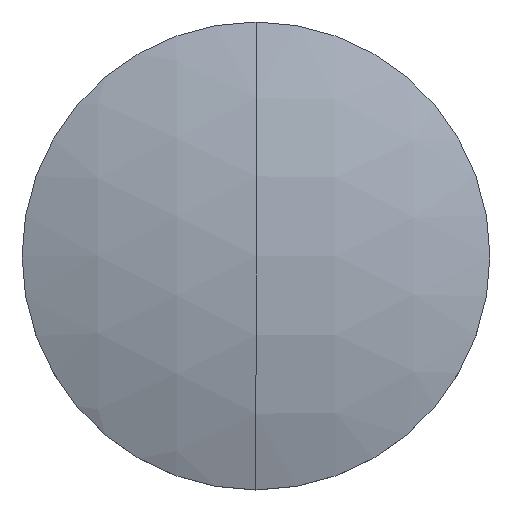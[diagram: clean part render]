
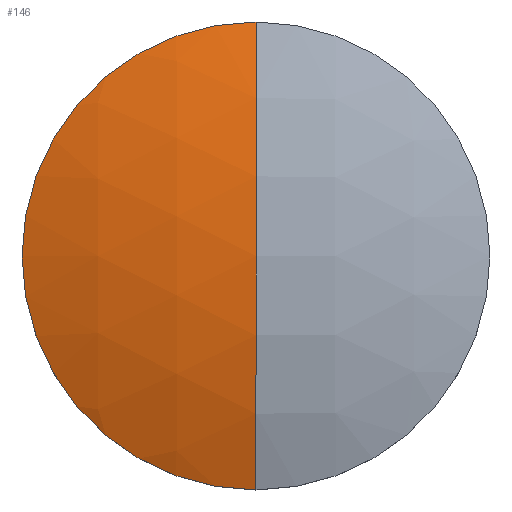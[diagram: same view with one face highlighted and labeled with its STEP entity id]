
A CAD part, top view. The second image highlights one B-rep face of the part: STEP entity #146.
In plain terms, the highlighted spherical face has radius 25.75 mm.
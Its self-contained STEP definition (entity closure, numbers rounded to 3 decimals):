
#3 = CARTESIAN_POINT ( 'NONE',  ( 0., 9., 0.086 ) ) ;
#4 = DIRECTION ( 'NONE',  ( 1., 0., 0. ) ) ;
#5 = DIRECTION ( 'NONE',  ( 0., 0., 1. ) ) ;
#6 = CARTESIAN_POINT ( 'NONE',  ( 0., 0., 0.086 ) ) ;
#7 = AXIS2_PLACEMENT_3D ( 'NONE', #6, #5, #4 ) ;
#8 = CIRCLE ( 'NONE', #7, 9. ) ;
#27 = EDGE_CURVE ( 'NONE', #28, #169, #8, .T. ) ;
#28 = VERTEX_POINT ( 'NONE', #3 ) ;
#50 = DIRECTION ( 'NONE',  ( 0., 0., -1. ) ) ;
#51 = DIRECTION ( 'NONE',  ( 1., 0., 0. ) ) ;
#52 = CARTESIAN_POINT ( 'NONE',  ( 0., 0., -24.04 ) ) ;
#53 = AXIS2_PLACEMENT_3D ( 'NONE', #52, #51, #50 ) ;
#54 = CIRCLE ( 'NONE', #53, 25.75 ) ;
#56 = CARTESIAN_POINT ( 'NONE',  ( 0., 0., 1.71 ) ) ;
#70 = FACE_OUTER_BOUND ( 'NONE', #138, .T. ) ;
#71 = DIRECTION ( 'NONE',  ( 0., -1., 0. ) ) ;
#72 = DIRECTION ( 'NONE',  ( -1., 0., 0. ) ) ;
#73 = CARTESIAN_POINT ( 'NONE',  ( 0., 0., -24.04 ) ) ;
#74 = AXIS2_PLACEMENT_3D ( 'NONE', #73, #72, #71 ) ;
#75 = CIRCLE ( 'NONE', #74, 25.75 ) ;
#134 = VERTEX_POINT ( 'NONE', #56 ) ;
#135 = ORIENTED_EDGE ( 'NONE', *, *, #139, .F. ) ;
#136 = ORIENTED_EDGE ( 'NONE', *, *, #27, .T. ) ;
#137 = ORIENTED_EDGE ( 'NONE', *, *, #144, .T. ) ;
#138 = EDGE_LOOP ( 'NONE', ( #136, #145, #137, #135 ) ) ;
#139 = EDGE_CURVE ( 'NONE', #28, #134, #54, .T. ) ;
#143 = EDGE_CURVE ( 'NONE', #169, #147, #163, .T. ) ;
#144 = EDGE_CURVE ( 'NONE', #147, #134, #75, .T. ) ;
#145 = ORIENTED_EDGE ( 'NONE', *, *, #143, .T. ) ;
#146 = ADVANCED_FACE ( 'NONE', ( #70 ), #255, .T. ) ;
#147 = VERTEX_POINT ( 'NONE', #192 ) ;
#155 = DIRECTION ( 'NONE',  ( 1., 0., 0. ) ) ;
#156 = DIRECTION ( 'NONE',  ( 0., 0., 1. ) ) ;
#157 = CARTESIAN_POINT ( 'NONE',  ( 0., 0., 0.086 ) ) ;
#158 = AXIS2_PLACEMENT_3D ( 'NONE', #157, #156, #155 ) ;
#163 = CIRCLE ( 'NONE', #158, 9. ) ;
#169 = VERTEX_POINT ( 'NONE', #236 ) ;
#192 = CARTESIAN_POINT ( 'NONE',  ( 0., -9., 0.086 ) ) ;
#232 = DIRECTION ( 'NONE',  ( 0., 1., 0. ) ) ;
#233 = DIRECTION ( 'NONE',  ( -1., 0., 0. ) ) ;
#234 = CARTESIAN_POINT ( 'NONE',  ( 0., 0., -24.04 ) ) ;
#235 = AXIS2_PLACEMENT_3D ( 'NONE', #234, #233, #232 ) ;
#236 = CARTESIAN_POINT ( 'NONE',  ( -9., 0., 0.086 ) ) ;
#255 = SPHERICAL_SURFACE ( 'NONE', #235, 25.75 ) ;
